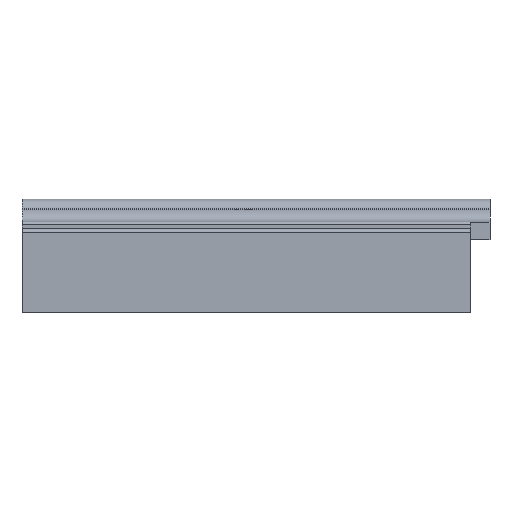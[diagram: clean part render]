
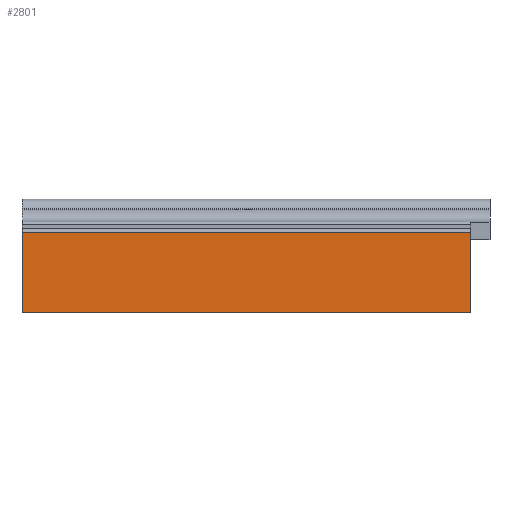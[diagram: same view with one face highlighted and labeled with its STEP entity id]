
A CAD part, top view. The second image highlights one B-rep face of the part: STEP entity #2801.
In plain terms, the highlighted planar face has unit normal (0, 0, 1).
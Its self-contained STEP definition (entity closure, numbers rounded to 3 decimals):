
#132 = CARTESIAN_POINT ( 'NONE',  ( 58.5, 0., 0. ) ) ;
#133 = CARTESIAN_POINT ( 'NONE',  ( 0., 0., 0. ) ) ;
#334 = CARTESIAN_POINT ( 'NONE',  ( 58.5, 10.5, 0. ) ) ;
#335 = CARTESIAN_POINT ( 'NONE',  ( 0., 10.5, 0. ) ) ;
#495 = LINE ( 'NONE', #496, #594 ) ;
#496 = CARTESIAN_POINT ( 'NONE',  ( 61., 10.5, 0. ) ) ;
#497 = DIRECTION ( 'NONE',  ( -1., 0., 0. ) ) ;
#501 = LINE ( 'NONE', #502, #597 ) ;
#502 = CARTESIAN_POINT ( 'NONE',  ( 58.5, 10.5, 0. ) ) ;
#503 = DIRECTION ( 'NONE',  ( 0., -1., 0. ) ) ;
#504 = LINE ( 'NONE', #505, #598 ) ;
#505 = CARTESIAN_POINT ( 'NONE',  ( 0., 0., 0. ) ) ;
#506 = DIRECTION ( 'NONE',  ( 0., -1., 0. ) ) ;
#594 = VECTOR ( 'NONE', #497, 1000. ) ;
#597 = VECTOR ( 'NONE', #503, 1000. ) ;
#598 = VECTOR ( 'NONE', #506, 1000. ) ;
#2801 = ADVANCED_FACE ( 'NONE', ( #7091 ), #6908, .F. ) ;
#3061 = EDGE_CURVE ( 'NONE', #3287, #3288, #8403, .T. ) ;
#3287 = VERTEX_POINT ( 'NONE', #132 ) ;
#3288 = VERTEX_POINT ( 'NONE', #133 ) ;
#3489 = VERTEX_POINT ( 'NONE', #334 ) ;
#3490 = VERTEX_POINT ( 'NONE', #335 ) ;
#3603 = EDGE_LOOP ( 'NONE', ( #4196, #4197, #4195, #4198 ) ) ;
#4195 = ORIENTED_EDGE ( 'NONE', *, *, #4733, .T. ) ;
#4196 = ORIENTED_EDGE ( 'NONE', *, *, #3061, .F. ) ;
#4197 = ORIENTED_EDGE ( 'NONE', *, *, #4735, .F. ) ;
#4198 = ORIENTED_EDGE ( 'NONE', *, *, #4736, .T. ) ;
#4733 = EDGE_CURVE ( 'NONE', #3489, #3490, #495, .T. ) ;
#4735 = EDGE_CURVE ( 'NONE', #3489, #3287, #501, .T. ) ;
#4736 = EDGE_CURVE ( 'NONE', #3490, #3288, #504, .T. ) ;
#6908 = PLANE ( 'NONE',  #7093 ) ;
#6909 = CARTESIAN_POINT ( 'NONE',  ( 61., 0., 0. ) ) ;
#6910 = DIRECTION ( 'NONE',  ( 0., 0., -1. ) ) ;
#6911 = DIRECTION ( 'NONE',  ( -1., 0., 0. ) ) ;
#7091 = FACE_OUTER_BOUND ( 'NONE', #3603, .T. ) ;
#7093 = AXIS2_PLACEMENT_3D ( 'NONE', #6909, #6910, #6911 ) ;
#7446 = VECTOR ( 'NONE', #8407, 1000. ) ;
#8403 = LINE ( 'NONE', #8405, #7446 ) ;
#8405 = CARTESIAN_POINT ( 'NONE',  ( 61., 0., 0. ) ) ;
#8407 = DIRECTION ( 'NONE',  ( -1., 0., 0. ) ) ;
